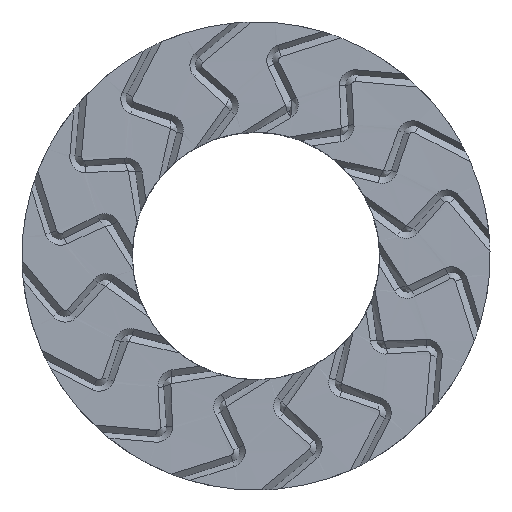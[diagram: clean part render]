
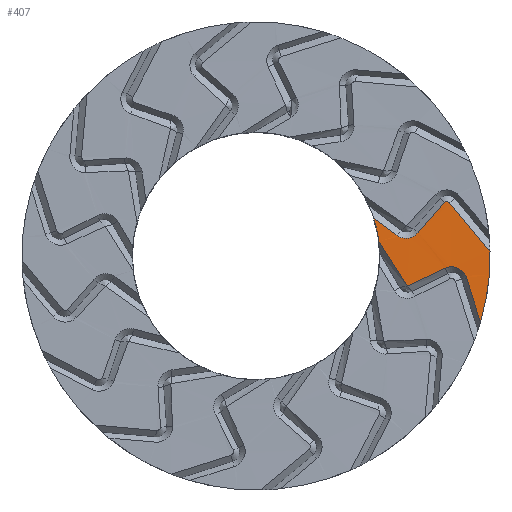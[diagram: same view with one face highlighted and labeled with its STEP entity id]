
A CAD part, top view. The second image highlights one B-rep face of the part: STEP entity #407.
In plain terms, the highlighted planar face has unit normal (0, 0, 1).
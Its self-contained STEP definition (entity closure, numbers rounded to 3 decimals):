
#407 = ADVANCED_FACE( '', ( #920 ), #921, .T. );
#920 = FACE_OUTER_BOUND( '', #2776, .T. );
#921 = PLANE( '', #2777 );
#2776 = EDGE_LOOP( '', ( #4844, #4845, #4846, #4847, #4848, #4849, #4850, #4851, #4852, #4853, #4854 ) );
#2777 = AXIS2_PLACEMENT_3D( '', #4855, #4856, #4857 );
#4844 = ORIENTED_EDGE( '', *, *, #6206, .F. );
#4845 = ORIENTED_EDGE( '', *, *, #5914, .F. );
#4846 = ORIENTED_EDGE( '', *, *, #5924, .F. );
#4847 = ORIENTED_EDGE( '', *, *, #6099, .F. );
#4848 = ORIENTED_EDGE( '', *, *, #6207, .F. );
#4849 = ORIENTED_EDGE( '', *, *, #6208, .T. );
#4850 = ORIENTED_EDGE( '', *, *, #6209, .T. );
#4851 = ORIENTED_EDGE( '', *, *, #6210, .F. );
#4852 = ORIENTED_EDGE( '', *, *, #6191, .T. );
#4853 = ORIENTED_EDGE( '', *, *, #6065, .T. );
#4854 = ORIENTED_EDGE( '', *, *, #6083, .F. );
#4855 = CARTESIAN_POINT( '', ( 0., 0., 0. ) );
#4856 = DIRECTION( '', ( 0., 0., 1. ) );
#4857 = DIRECTION( '', ( 1., 0., 0. ) );
#5914 = EDGE_CURVE( '', #6730, #6733, #6734, .F. );
#5924 = EDGE_CURVE( '', #6748, #6730, #6751, .T. );
#6065 = EDGE_CURVE( '', #6974, #6978, #6980, .T. );
#6083 = EDGE_CURVE( '', #7003, #6978, #7005, .T. );
#6099 = EDGE_CURVE( '', #7025, #6748, #7026, .T. );
#6191 = EDGE_CURVE( '', #7153, #6974, #7156, .T. );
#6206 = EDGE_CURVE( '', #6733, #7003, #7174, .T. );
#6207 = EDGE_CURVE( '', #7175, #7025, #7176, .T. );
#6208 = EDGE_CURVE( '', #7175, #7177, #7178, .F. );
#6209 = EDGE_CURVE( '', #7177, #7179, #7180, .T. );
#6210 = EDGE_CURVE( '', #7153, #7179, #7181, .T. );
#6730 = VERTEX_POINT( '', #7955 );
#6733 = VERTEX_POINT( '', #7960 );
#6734 = LINE( '', #7961, #7962 );
#6748 = VERTEX_POINT( '', #7981 );
#6751 = B_SPLINE_CURVE_WITH_KNOTS( '', 3, ( #7985, #7986, #7987, #7988, #7989, #7990, #7991, #7992 ), .UNSPECIFIED., .F., .F., ( 4, 1, 1, 1, 1, 4 ), ( 0., 0.181, 0.348, 0.5, 0.733, 1. ), .UNSPECIFIED. );
#6974 = VERTEX_POINT( '', #8360 );
#6978 = VERTEX_POINT( '', #8368 );
#6980 = B_SPLINE_CURVE_WITH_KNOTS( '', 2, ( #8371, #8372, #8373, #8374, #8375, #8376, #8377 ), .UNSPECIFIED., .F., .F., ( 3, 2, 2, 3 ), ( 0., 0.5, 0.75, 1. ), .UNSPECIFIED. );
#7003 = VERTEX_POINT( '', #8415 );
#7005 = LINE( '', #8417, #8418 );
#7025 = VERTEX_POINT( '', #8460 );
#7026 = LINE( '', #8461, #8462 );
#7153 = VERTEX_POINT( '', #8714 );
#7156 = LINE( '', #8720, #8721 );
#7174 = CIRCLE( '', #8749, 6. );
#7175 = VERTEX_POINT( '', #8750 );
#7176 = B_SPLINE_CURVE_WITH_KNOTS( '', 3, ( #8751, #8752, #8753, #8754, #8755, #8756 ), .UNSPECIFIED., .F., .F., ( 4, 2, 4 ), ( 0., 0.5, 1. ), .UNSPECIFIED. );
#7177 = VERTEX_POINT( '', #8757 );
#7178 = LINE( '', #8758, #8759 );
#7179 = VERTEX_POINT( '', #8760 );
#7180 = CIRCLE( '', #8761, 3.17 );
#7181 = LINE( '', #8762, #8763 );
#7955 = CARTESIAN_POINT( '', ( 4.97, 1.359, -0.004 ) );
#7960 = CARTESIAN_POINT( '', ( 5.999, 0.128, 0. ) );
#7961 = CARTESIAN_POINT( '', ( 3.571, 3.009, 0. ) );
#7962 = VECTOR( '', #9357, 1000. );
#7981 = CARTESIAN_POINT( '', ( 4.831, 1.377, 0.002 ) );
#7985 = CARTESIAN_POINT( '', ( 4.839, 1.384, 0. ) );
#7986 = CARTESIAN_POINT( '', ( 4.846, 1.387, 0. ) );
#7987 = CARTESIAN_POINT( '', ( 4.861, 1.394, 0. ) );
#7988 = CARTESIAN_POINT( '', ( 4.885, 1.396, 0. ) );
#7989 = CARTESIAN_POINT( '', ( 4.911, 1.392, 0. ) );
#7990 = CARTESIAN_POINT( '', ( 4.94, 1.381, 0. ) );
#7991 = CARTESIAN_POINT( '', ( 4.956, 1.364, 0. ) );
#7992 = CARTESIAN_POINT( '', ( 4.965, 1.354, 0. ) );
#8360 = CARTESIAN_POINT( '', ( 4.851, -0.309, -0.002 ) );
#8368 = CARTESIAN_POINT( '', ( 5.396, -0.557, 0.002 ) );
#8371 = CARTESIAN_POINT( '', ( 4.848, -0.308, 0. ) );
#8372 = CARTESIAN_POINT( '', ( 5.01, -0.237, 0. ) );
#8373 = CARTESIAN_POINT( '', ( 5.176, -0.311, 0. ) );
#8374 = CARTESIAN_POINT( '', ( 5.253, -0.346, 0. ) );
#8375 = CARTESIAN_POINT( '', ( 5.312, -0.411, 0. ) );
#8376 = CARTESIAN_POINT( '', ( 5.37, -0.475, 0. ) );
#8377 = CARTESIAN_POINT( '', ( 5.393, -0.557, 0. ) );
#8415 = CARTESIAN_POINT( '', ( 5.755, -1.696, 0. ) );
#8417 = CARTESIAN_POINT( '', ( 4.757, 1.447, 0. ) );
#8418 = VECTOR( '', #9475, 1000. );
#8460 = CARTESIAN_POINT( '', ( 4.155, 0.604, 0.001 ) );
#8461 = CARTESIAN_POINT( '', ( 2.188, -1.662, 0. ) );
#8462 = VECTOR( '', #9481, 1000. );
#8714 = CARTESIAN_POINT( '', ( 3.874, -0.768, 0. ) );
#8720 = CARTESIAN_POINT( '', ( 4.848, -0.308, 0. ) );
#8721 = VECTOR( '', #9537, 1000. );
#8749 = AXIS2_PLACEMENT_3D( '', #9543, #9544, #9545 );
#8750 = CARTESIAN_POINT( '', ( 3.615, 0.532, -0.004 ) );
#8751 = CARTESIAN_POINT( '', ( 3.611, 0.527, 0. ) );
#8752 = CARTESIAN_POINT( '', ( 3.695, 0.466, -0.001 ) );
#8753 = CARTESIAN_POINT( '', ( 3.801, 0.445, -0.001 ) );
#8754 = CARTESIAN_POINT( '', ( 3.999, 0.474, 0. ) );
#8755 = CARTESIAN_POINT( '', ( 4.091, 0.524, 0. ) );
#8756 = CARTESIAN_POINT( '', ( 4.153, 0.603, 0. ) );
#8757 = CARTESIAN_POINT( '', ( 3.015, 0.978, 0. ) );
#8758 = CARTESIAN_POINT( '', ( 3.604, 0.532, 0. ) );
#8759 = VECTOR( '', #9546, 1000. );
#8760 = CARTESIAN_POINT( '', ( 3.149, 0.367, 0. ) );
#8761 = AXIS2_PLACEMENT_3D( '', #9547, #9548, #9549 );
#8762 = CARTESIAN_POINT( '', ( 2.557, 1.378, 0. ) );
#8763 = VECTOR( '', #9550, 1000. );
#9357 = DIRECTION( '', ( -0.644, 0.765, 0. ) );
#9475 = DIRECTION( '', ( -0.303, 0.953, 0. ) );
#9481 = DIRECTION( '', ( 0.655, 0.755, 0. ) );
#9537 = DIRECTION( '', ( 0.895, 0.447, 0. ) );
#9543 = CARTESIAN_POINT( '', ( 0., 0., 0. ) );
#9544 = DIRECTION( '', ( 0., 0., -1. ) );
#9545 = DIRECTION( '', ( 1., 0., 0. ) );
#9546 = DIRECTION( '', ( 0.797, -0.604, 0. ) );
#9547 = CARTESIAN_POINT( '', ( 0., 0., 0. ) );
#9548 = DIRECTION( '', ( 0., 0., -1. ) );
#9549 = DIRECTION( '', ( 1., 0., 0. ) );
#9550 = DIRECTION( '', ( -0.505, 0.863, 0. ) );
